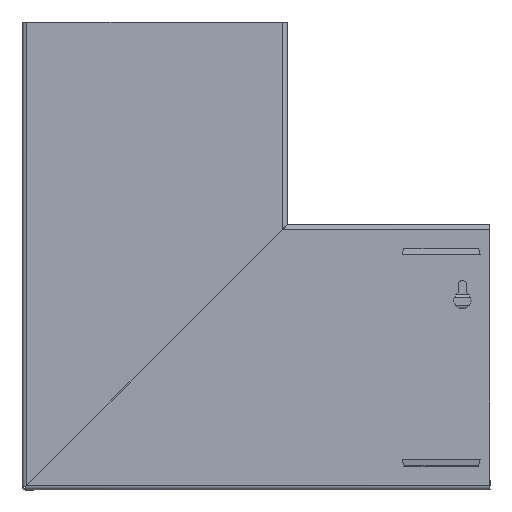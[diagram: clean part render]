
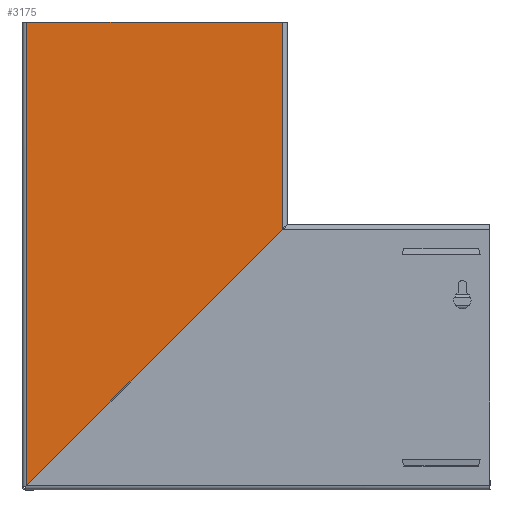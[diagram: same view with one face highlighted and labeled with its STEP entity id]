
A CAD part, left-side view. The second image highlights one B-rep face of the part: STEP entity #3175.
In plain terms, the highlighted planar face has unit normal (-1, 0, 0).
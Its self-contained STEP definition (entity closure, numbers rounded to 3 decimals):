
#15 = VECTOR ( 'NONE', #18298, 1000. ) ;
#1149 = VERTEX_POINT ( 'NONE', #5067 ) ;
#1237 = FACE_OUTER_BOUND ( 'NONE', #13917, .T. ) ;
#1357 = EDGE_CURVE ( 'NONE', #17443, #11335, #8576, .T. ) ;
#1769 = DIRECTION ( 'NONE',  ( 0., 0., 1. ) ) ;
#2238 = LINE ( 'NONE', #6018, #17245 ) ;
#3175 = ADVANCED_FACE ( 'NONE', ( #1237 ), #17711, .T. ) ;
#4642 = CARTESIAN_POINT ( 'NONE',  ( 0., -82., 166.001 ) ) ;
#4756 = VECTOR ( 'NONE', #11549, 1000. ) ;
#4796 = VERTEX_POINT ( 'NONE', #15768 ) ;
#5067 = CARTESIAN_POINT ( 'NONE',  ( 0., 82., 298.9 ) ) ;
#5258 = AXIS2_PLACEMENT_3D ( 'NONE', #7595, #10499, #1769 ) ;
#6018 = CARTESIAN_POINT ( 'NONE',  ( 0., 82., 298.9 ) ) ;
#6372 = EDGE_CURVE ( 'NONE', #4796, #1149, #11192, .T. ) ;
#6976 = DIRECTION ( 'NONE',  ( 0., 0.707, -0.707 ) ) ;
#7179 = ORIENTED_EDGE ( 'NONE', *, *, #1357, .F. ) ;
#7595 = CARTESIAN_POINT ( 'NONE',  ( 0., -82., 298.9 ) ) ;
#7750 = ORIENTED_EDGE ( 'NONE', *, *, #6372, .T. ) ;
#8576 = LINE ( 'NONE', #15648, #16296 ) ;
#8642 = LINE ( 'NONE', #10106, #4756 ) ;
#10106 = CARTESIAN_POINT ( 'NONE',  ( 0., -82., 298.9 ) ) ;
#10499 = DIRECTION ( 'NONE',  ( -1., 0., 0. ) ) ;
#11192 = LINE ( 'NONE', #16531, #15 ) ;
#11335 = VERTEX_POINT ( 'NONE', #11944 ) ;
#11549 = DIRECTION ( 'NONE',  ( 0., 0., -1. ) ) ;
#11944 = CARTESIAN_POINT ( 'NONE',  ( 0., 82., 2.001 ) ) ;
#12566 = EDGE_CURVE ( 'NONE', #4796, #17443, #8642, .T. ) ;
#13917 = EDGE_LOOP ( 'NONE', ( #15862, #7179, #18309, #7750 ) ) ;
#14410 = EDGE_CURVE ( 'NONE', #1149, #11335, #2238, .T. ) ;
#15648 = CARTESIAN_POINT ( 'NONE',  ( 0., -148.45, 232.45 ) ) ;
#15768 = CARTESIAN_POINT ( 'NONE',  ( 0., -82., 298.9 ) ) ;
#15862 = ORIENTED_EDGE ( 'NONE', *, *, #14410, .T. ) ;
#16234 = DIRECTION ( 'NONE',  ( 0., 0., -1. ) ) ;
#16296 = VECTOR ( 'NONE', #6976, 1000. ) ;
#16531 = CARTESIAN_POINT ( 'NONE',  ( 0., -82., 298.9 ) ) ;
#17245 = VECTOR ( 'NONE', #16234, 1000. ) ;
#17443 = VERTEX_POINT ( 'NONE', #4642 ) ;
#17711 = PLANE ( 'NONE',  #5258 ) ;
#18298 = DIRECTION ( 'NONE',  ( 0., 1., 0. ) ) ;
#18309 = ORIENTED_EDGE ( 'NONE', *, *, #12566, .F. ) ;
